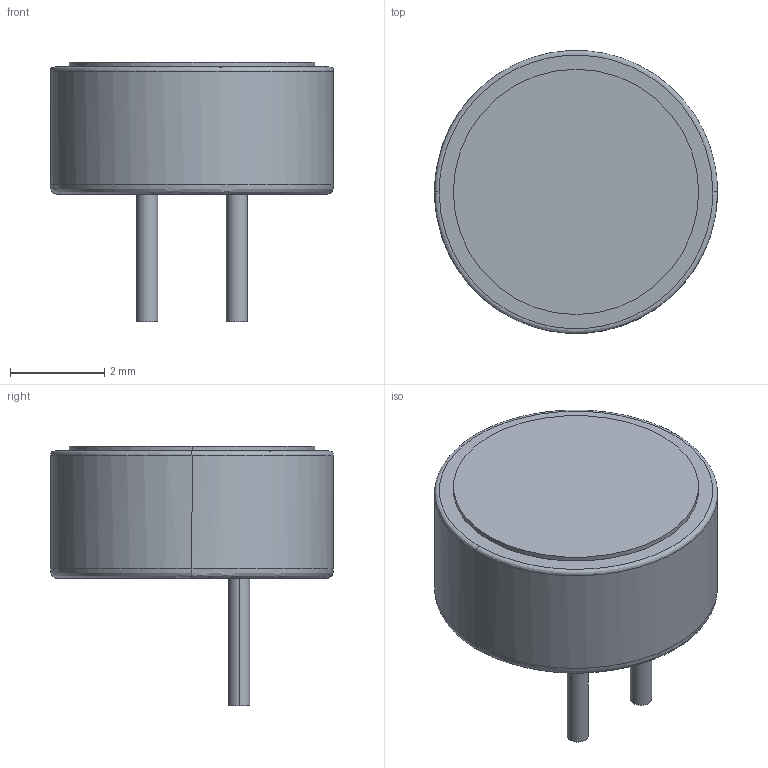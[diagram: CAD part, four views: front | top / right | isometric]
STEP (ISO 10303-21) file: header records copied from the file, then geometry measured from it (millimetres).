
FILE_DESCRIPTION (( 'STEP AP214' ), '1' );
FILE_NAME ('Microphone EM6027P.STEP', '2019-12-12T17:48:32', ( 'Elessar' ), ( '' ), 'SwSTEP 2.0', 'SolidWorks 2018', '' );
FILE_SCHEMA (( 'AUTOMOTIVE_DESIGN' ));
Length unit declared in the file: millimetre
Products named in the file (1): Microphone EM6027P
Bounding box: 6 x 5.99 x 5.5 mm (x, y, z)
Volume: 77.2 mm3; surface area: 115.8 mm2
Topology: 1 solids, 1 shells, 26 faces, 50 edges, 32 vertices
Faces by surface type: cylinder 12, plane 8, bspline 6
Entity records: 1586 total; most frequent: CARTESIAN_POINT 877, ORIENTED_EDGE 100, DIRECTION 94, EDGE_CURVE 50, AXIS2_PLACEMENT_3D 41, VERTEX_POINT 32, EDGE_LOOP 32, FACE_OUTER_BOUND 26
